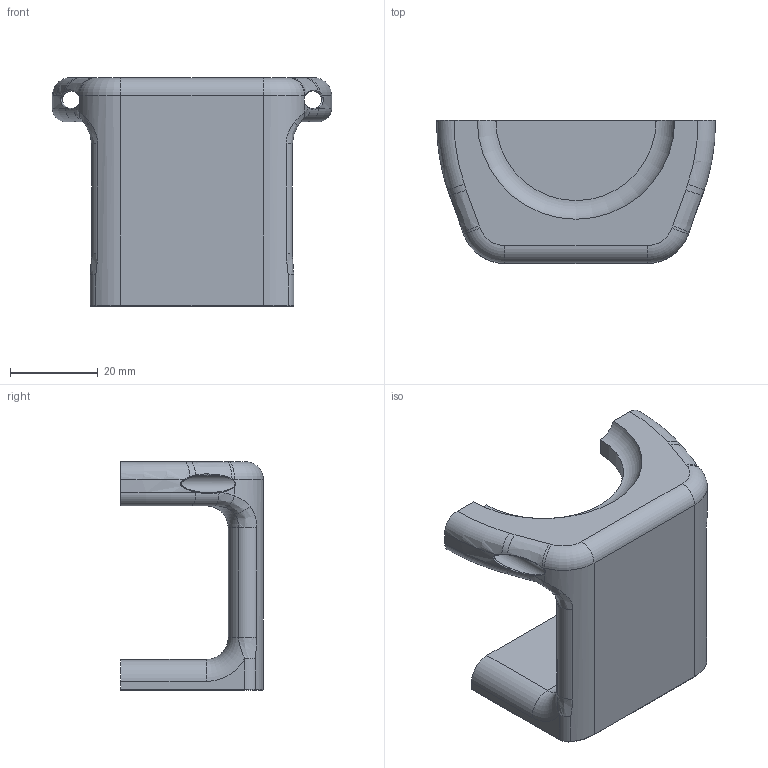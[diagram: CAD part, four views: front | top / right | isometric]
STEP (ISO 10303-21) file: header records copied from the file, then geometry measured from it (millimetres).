
FILE_DESCRIPTION(/* description */ (''),/* implementation_level */ '2;1');
FILE_NAME(/* name */ 'uWAVE holder v2.step',/* time_stamp */ '2020-12-24T16:28:23+04:00',/* author */ (''),/* organization */ (''),/* preprocessor_version */ 'ST-DEVELOPER v18.1',/* originating_system */ 'Autodesk Translation Framework v9.7.1.1290',/* authorisation */ '');
FILE_SCHEMA (('AUTOMOTIVE_DESIGN { 1 0 10303 214 3 1 1 }'));
Length unit declared in the file: millimetre
Products named in the file (1): uWAVE holder
Bounding box: 63.58 x 32.49 x 52 mm (x, y, z)
Volume: 33791.2 mm3; surface area: 11044.7 mm2
Topology: 1 solids, 1 shells, 93 faces, 229 edges, 136 vertices
Faces by surface type: bspline 34, cylinder 25, plane 18, torus 16
Full cylindrical faces by diameter (mm): 4 x2
Entity records: 3898 total; most frequent: CARTESIAN_POINT 1788, ORIENTED_EDGE 458, DIRECTION 411, EDGE_CURVE 229, AXIS2_PLACEMENT_3D 177, VERTEX_POINT 136, CIRCLE 105, EDGE_LOOP 95
